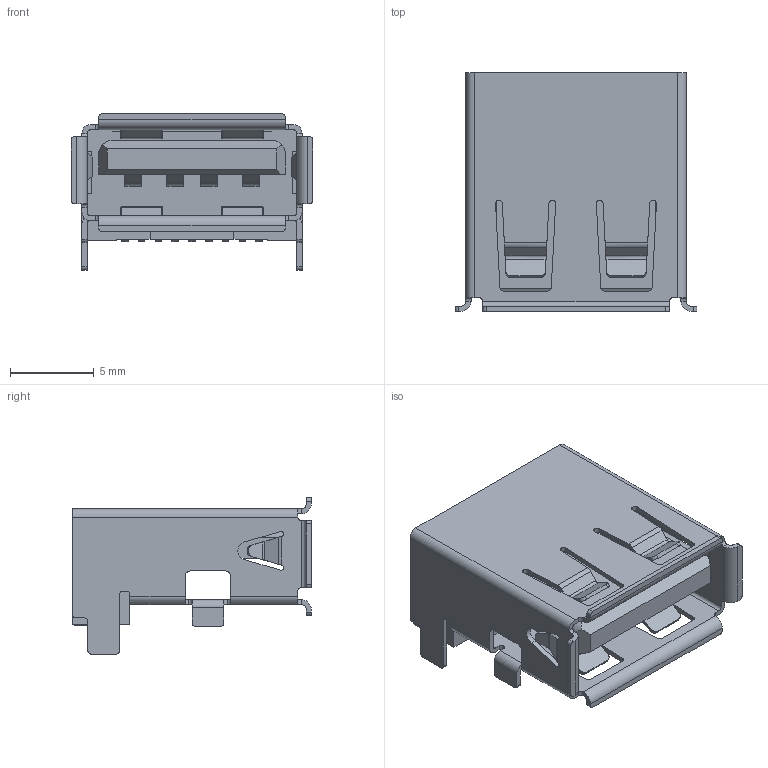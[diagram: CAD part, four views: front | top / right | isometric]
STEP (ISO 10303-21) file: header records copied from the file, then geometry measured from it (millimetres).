
FILE_DESCRIPTION (( 'STEP AP214' ), '1' );
FILE_NAME ('USB3.STEP', '2022-01-10T12:57:00', ( '' ), ( '' ), 'SwSTEP 2.0', 'SolidWorks 2020', '' );
FILE_SCHEMA (( 'AUTOMOTIVE_DESIGN' ));
Length unit declared in the file: millimetre
Products named in the file (2): COMPOUND-0.step; USB3
Assembly tree (1 placements, depth 2):
  USB3
    COMPOUND-0.step
Bounding box: 14.4 x 14.2 x 9.3 mm (x, y, z)
Volume: 616.6 mm3; surface area: 1758.9 mm2
Topology: 7 solids, 7 shells, 494 faces, 1414 edges, 936 vertices
Faces by surface type: plane 305, cylinder 175, bspline 14
Entity records: 16890 total; most frequent: CARTESIAN_POINT 3874, ORIENTED_EDGE 2828, DIRECTION 2554, EDGE_CURVE 1414, VECTOR 1034, LINE 1034, VERTEX_POINT 936, AXIS2_PLACEMENT_3D 760
